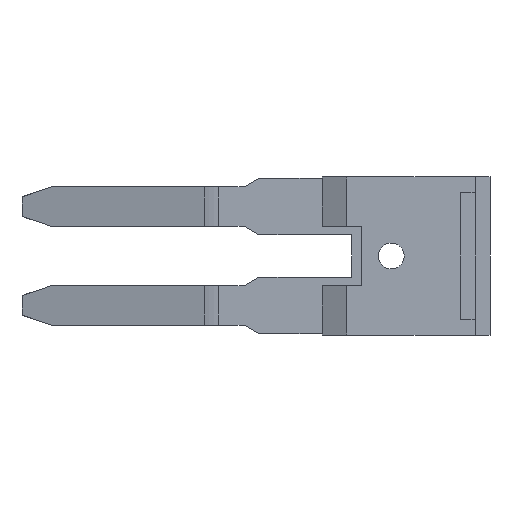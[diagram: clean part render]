
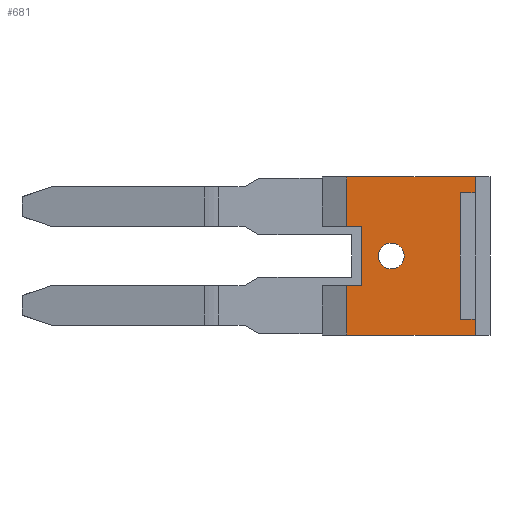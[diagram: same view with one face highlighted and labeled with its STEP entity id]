
A CAD part, front view. The second image highlights one B-rep face of the part: STEP entity #681.
In plain terms, the highlighted planar face has unit normal (0, -1, 0).
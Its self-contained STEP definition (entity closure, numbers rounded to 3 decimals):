
#40 = EDGE_CURVE ( 'NONE', #1050, #1153, #627, .T. ) ;
#56 = ORIENTED_EDGE ( 'NONE', *, *, #1844, .T. ) ;
#65 = DIRECTION ( 'NONE',  ( 0., 1., 0. ) ) ;
#90 = EDGE_CURVE ( 'NONE', #799, #1689, #1260, .T. ) ;
#108 = CARTESIAN_POINT ( 'NONE',  ( 6.75, -1., 6.5 ) ) ;
#112 = CARTESIAN_POINT ( 'NONE',  ( 7.5, -1., 1. ) ) ;
#114 = DIRECTION ( 'NONE',  ( 0., 0., 1. ) ) ;
#141 = EDGE_CURVE ( 'NONE', #560, #799, #2232, .T. ) ;
#174 = CARTESIAN_POINT ( 'NONE',  ( 6.75, -1., 6.5 ) ) ;
#197 = VERTEX_POINT ( 'NONE', #1249 ) ;
#274 = DIRECTION ( 'NONE',  ( 0., 1., 0. ) ) ;
#291 = EDGE_CURVE ( 'NONE', #583, #1390, #2228, .T. ) ;
#301 = CARTESIAN_POINT ( 'NONE',  ( 9., -1., 3.154 ) ) ;
#310 = CARTESIAN_POINT ( 'NONE',  ( 9., -1., 2.5 ) ) ;
#313 = CARTESIAN_POINT ( 'NONE',  ( 7.5, -1., 4. ) ) ;
#335 = CARTESIAN_POINT ( 'NONE',  ( 6.75, -1., -1.5 ) ) ;
#370 = PLANE ( 'NONE',  #2607 ) ;
#426 = ORIENTED_EDGE ( 'NONE', *, *, #141, .F. ) ;
#455 = EDGE_CURVE ( 'NONE', #560, #1153, #594, .T. ) ;
#558 = LINE ( 'NONE', #174, #1068 ) ;
#560 = VERTEX_POINT ( 'NONE', #108 ) ;
#583 = VERTEX_POINT ( 'NONE', #301 ) ;
#594 = LINE ( 'NONE', #641, #2139 ) ;
#612 = ORIENTED_EDGE ( 'NONE', *, *, #455, .T. ) ;
#627 = LINE ( 'NONE', #1120, #1020 ) ;
#641 = CARTESIAN_POINT ( 'NONE',  ( 6.75, -1., 6.5 ) ) ;
#663 = CARTESIAN_POINT ( 'NONE',  ( 12.5, -1., 6.5 ) ) ;
#681 = ADVANCED_FACE ( 'NONE', ( #1104, #1041 ), #370, .F. ) ;
#778 = CARTESIAN_POINT ( 'NONE',  ( 6.75, -1., 5.7 ) ) ;
#782 = VECTOR ( 'NONE', #2502, 1000. ) ;
#784 = CARTESIAN_POINT ( 'NONE',  ( 13.25, -1., 6.5 ) ) ;
#799 = VERTEX_POINT ( 'NONE', #784 ) ;
#843 = VECTOR ( 'NONE', #862, 1000. ) ;
#862 = DIRECTION ( 'NONE',  ( 0., 0., -1. ) ) ;
#1020 = VECTOR ( 'NONE', #2267, 1000. ) ;
#1025 = ORIENTED_EDGE ( 'NONE', *, *, #291, .T. ) ;
#1041 = FACE_OUTER_BOUND ( 'NONE', #1763, .T. ) ;
#1044 = CIRCLE ( 'NONE', #2399, 0.654 ) ;
#1050 = VERTEX_POINT ( 'NONE', #1134 ) ;
#1054 = CARTESIAN_POINT ( 'NONE',  ( 12.5, -1., 5.7 ) ) ;
#1056 = EDGE_CURVE ( 'NONE', #1136, #1557, #558, .T. ) ;
#1064 = EDGE_CURVE ( 'NONE', #1689, #1400, #1344, .T. ) ;
#1066 = CARTESIAN_POINT ( 'NONE',  ( 6.75, -1., -0.7 ) ) ;
#1068 = VECTOR ( 'NONE', #1723, 1000. ) ;
#1104 = FACE_BOUND ( 'NONE', #1832, .T. ) ;
#1111 = CARTESIAN_POINT ( 'NONE',  ( 6.75, -1., 1. ) ) ;
#1120 = CARTESIAN_POINT ( 'NONE',  ( 7.5, -1., 4. ) ) ;
#1128 = AXIS2_PLACEMENT_3D ( 'NONE', #310, #274, #114 ) ;
#1134 = CARTESIAN_POINT ( 'NONE',  ( 7.5, -1., 4. ) ) ;
#1136 = VERTEX_POINT ( 'NONE', #2201 ) ;
#1148 = VECTOR ( 'NONE', #1305, 1000. ) ;
#1153 = VERTEX_POINT ( 'NONE', #1367 ) ;
#1154 = CARTESIAN_POINT ( 'NONE',  ( 6.75, -1., 6.5 ) ) ;
#1235 = CARTESIAN_POINT ( 'NONE',  ( 9., -1., 2.5 ) ) ;
#1249 = CARTESIAN_POINT ( 'NONE',  ( 13.25, -1., -1.5 ) ) ;
#1251 = CARTESIAN_POINT ( 'NONE',  ( 9., -1., 1.846 ) ) ;
#1259 = LINE ( 'NONE', #313, #1740 ) ;
#1260 = LINE ( 'NONE', #2054, #1804 ) ;
#1274 = ORIENTED_EDGE ( 'NONE', *, *, #90, .F. ) ;
#1293 = LINE ( 'NONE', #1066, #782 ) ;
#1305 = DIRECTION ( 'NONE',  ( -1., 0., 0. ) ) ;
#1344 = LINE ( 'NONE', #778, #2443 ) ;
#1346 = DIRECTION ( 'NONE',  ( 0., 0., 1. ) ) ;
#1363 = EDGE_CURVE ( 'NONE', #1400, #2203, #1422, .T. ) ;
#1367 = CARTESIAN_POINT ( 'NONE',  ( 6.75, -1., 4. ) ) ;
#1390 = VERTEX_POINT ( 'NONE', #1251 ) ;
#1400 = VERTEX_POINT ( 'NONE', #1054 ) ;
#1422 = LINE ( 'NONE', #663, #843 ) ;
#1437 = DIRECTION ( 'NONE',  ( 0., 0., 1. ) ) ;
#1473 = ORIENTED_EDGE ( 'NONE', *, *, #1363, .F. ) ;
#1541 = EDGE_CURVE ( 'NONE', #1771, #1136, #2236, .T. ) ;
#1557 = VERTEX_POINT ( 'NONE', #335 ) ;
#1583 = EDGE_CURVE ( 'NONE', #1750, #197, #1610, .T. ) ;
#1606 = VECTOR ( 'NONE', #1701, 1000. ) ;
#1610 = LINE ( 'NONE', #2343, #1678 ) ;
#1673 = CARTESIAN_POINT ( 'NONE',  ( 13.25, -1., 5.7 ) ) ;
#1674 = LINE ( 'NONE', #2539, #1606 ) ;
#1675 = VECTOR ( 'NONE', #1677, 1000. ) ;
#1677 = DIRECTION ( 'NONE',  ( 1., 0., 0. ) ) ;
#1678 = VECTOR ( 'NONE', #2551, 1000. ) ;
#1689 = VERTEX_POINT ( 'NONE', #1673 ) ;
#1691 = DIRECTION ( 'NONE',  ( 0., 0., 1. ) ) ;
#1701 = DIRECTION ( 'NONE',  ( 1., 0., 0. ) ) ;
#1723 = DIRECTION ( 'NONE',  ( 0., 0., -1. ) ) ;
#1740 = VECTOR ( 'NONE', #1691, 1000. ) ;
#1750 = VERTEX_POINT ( 'NONE', #2315 ) ;
#1763 = EDGE_LOOP ( 'NONE', ( #2372, #1473, #2368, #1274, #426, #612, #2604, #2527, #1990, #1968, #56, #2281 ) ) ;
#1771 = VERTEX_POINT ( 'NONE', #112 ) ;
#1779 = EDGE_CURVE ( 'NONE', #1771, #1050, #1259, .T. ) ;
#1803 = CARTESIAN_POINT ( 'NONE',  ( 6.75, -1., 6.5 ) ) ;
#1804 = VECTOR ( 'NONE', #2061, 1000. ) ;
#1832 = EDGE_LOOP ( 'NONE', ( #1025, #2254 ) ) ;
#1844 = EDGE_CURVE ( 'NONE', #1557, #197, #1674, .T. ) ;
#1968 = ORIENTED_EDGE ( 'NONE', *, *, #1056, .T. ) ;
#1990 = ORIENTED_EDGE ( 'NONE', *, *, #1541, .T. ) ;
#2054 = CARTESIAN_POINT ( 'NONE',  ( 13.25, -1., 6.5 ) ) ;
#2061 = DIRECTION ( 'NONE',  ( 0., 0., -1. ) ) ;
#2139 = VECTOR ( 'NONE', #2262, 1000. ) ;
#2182 = DIRECTION ( 'NONE',  ( -1., 0., 0. ) ) ;
#2201 = CARTESIAN_POINT ( 'NONE',  ( 6.75, -1., 1. ) ) ;
#2203 = VERTEX_POINT ( 'NONE', #2469 ) ;
#2217 = EDGE_CURVE ( 'NONE', #1390, #583, #1044, .T. ) ;
#2228 = CIRCLE ( 'NONE', #1128, 0.654 ) ;
#2232 = LINE ( 'NONE', #1803, #1675 ) ;
#2236 = LINE ( 'NONE', #1111, #1148 ) ;
#2254 = ORIENTED_EDGE ( 'NONE', *, *, #2217, .T. ) ;
#2262 = DIRECTION ( 'NONE',  ( 0., 0., -1. ) ) ;
#2267 = DIRECTION ( 'NONE',  ( -1., 0., 0. ) ) ;
#2281 = ORIENTED_EDGE ( 'NONE', *, *, #1583, .F. ) ;
#2315 = CARTESIAN_POINT ( 'NONE',  ( 13.25, -1., -0.7 ) ) ;
#2343 = CARTESIAN_POINT ( 'NONE',  ( 13.25, -1., 6.5 ) ) ;
#2368 = ORIENTED_EDGE ( 'NONE', *, *, #1064, .F. ) ;
#2372 = ORIENTED_EDGE ( 'NONE', *, *, #2432, .F. ) ;
#2399 = AXIS2_PLACEMENT_3D ( 'NONE', #1235, #65, #1437 ) ;
#2432 = EDGE_CURVE ( 'NONE', #2203, #1750, #1293, .T. ) ;
#2443 = VECTOR ( 'NONE', #2182, 1000. ) ;
#2469 = CARTESIAN_POINT ( 'NONE',  ( 12.5, -1., -0.7 ) ) ;
#2502 = DIRECTION ( 'NONE',  ( 1., 0., 0. ) ) ;
#2527 = ORIENTED_EDGE ( 'NONE', *, *, #1779, .F. ) ;
#2539 = CARTESIAN_POINT ( 'NONE',  ( 6.75, -1., -1.5 ) ) ;
#2551 = DIRECTION ( 'NONE',  ( 0., 0., -1. ) ) ;
#2589 = DIRECTION ( 'NONE',  ( 0., 1., 0. ) ) ;
#2604 = ORIENTED_EDGE ( 'NONE', *, *, #40, .F. ) ;
#2607 = AXIS2_PLACEMENT_3D ( 'NONE', #1154, #2589, #1346 ) ;
